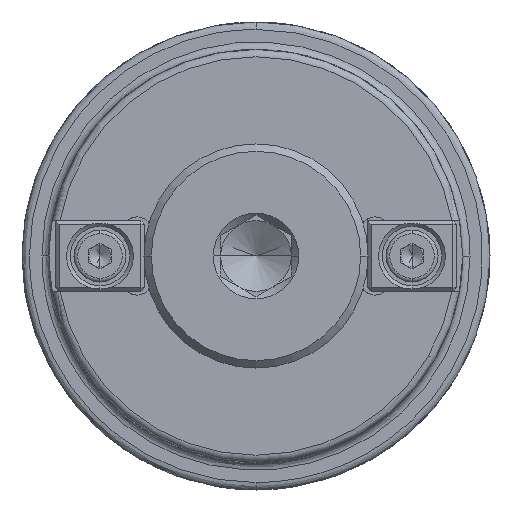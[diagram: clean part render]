
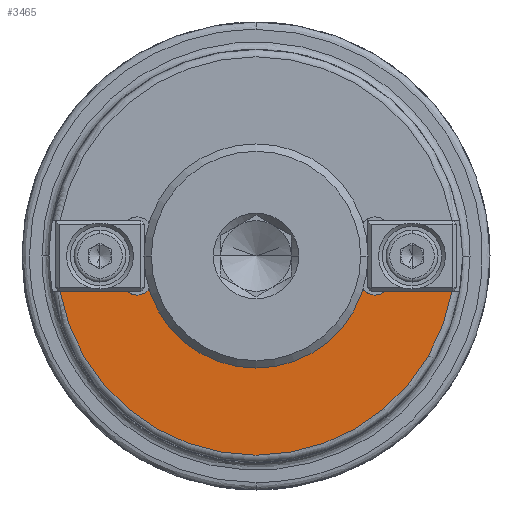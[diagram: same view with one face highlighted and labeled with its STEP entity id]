
A CAD part, front view. The second image highlights one B-rep face of the part: STEP entity #3465.
In plain terms, the highlighted planar face has unit normal (0, -1, 0).
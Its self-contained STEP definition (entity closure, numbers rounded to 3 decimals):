
#109 = CARTESIAN_POINT ( 'NONE',  ( -12.992, -40., -6.414 ) ) ;
#134 = CARTESIAN_POINT ( 'NONE',  ( 12.7, -40., -4.765 ) ) ;
#140 = CARTESIAN_POINT ( 'NONE',  ( 12.992, -40., -6.414 ) ) ;
#216 = CARTESIAN_POINT ( 'NONE',  ( -16., -40., -3.265 ) ) ;
#463 = VECTOR ( 'NONE', #4454, 1000. ) ;
#739 = VERTEX_POINT ( 'NONE', #6126 ) ;
#835 = CARTESIAN_POINT ( 'NONE',  ( -10.174, -40., -10.316 ) ) ;
#867 = CARTESIAN_POINT ( 'NONE',  ( 14.002, -40., -3.361 ) ) ;
#881 = CARTESIAN_POINT ( 'NONE',  ( 14.002, -40., -3.361 ) ) ;
#935 = DIRECTION ( 'NONE',  ( -1., 0., 0. ) ) ;
#939 = AXIS2_PLACEMENT_3D ( 'NONE', #4809, #7004, #2686 ) ;
#1085 = CARTESIAN_POINT ( 'NONE',  ( 0., -40., 0. ) ) ;
#1128 = ORIENTED_EDGE ( 'NONE', *, *, #1739, .T. ) ;
#1416 = B_SPLINE_CURVE_WITH_KNOTS ( 'NONE', 3,
 ( #7314, #2988, #109, #5155, #835, #5888, #1571, #6616, #2303, #7350, #3017, #8041, #3733, #8762, #4462, #140, #5187, #867 ),
 .UNSPECIFIED., .F., .F.,
 ( 4, 2, 2, 2, 2, 2, 2, 2, 4 ),
 ( 0.537, 0.591, 0.644, 0.697, 0.75, 0.803, 0.856, 0.909, 0.963 ),
 .UNSPECIFIED. ) ;
#1571 = CARTESIAN_POINT ( 'NONE',  ( -6.232, -40., -13.08 ) ) ;
#1739 = EDGE_CURVE ( 'NONE', #8417, #7360, #5994, .T. ) ;
#1814 = DIRECTION ( 'NONE',  ( -1., 0., 0. ) ) ;
#1829 = AXIS2_PLACEMENT_3D ( 'NONE', #1085, #6127, #1814 ) ;
#2105 = ORIENTED_EDGE ( 'NONE', *, *, #6004, .F. ) ;
#2239 = CARTESIAN_POINT ( 'NONE',  ( 16., -40., -3.265 ) ) ;
#2303 = CARTESIAN_POINT ( 'NONE',  ( -1.602, -40., -14.4 ) ) ;
#2418 = CARTESIAN_POINT ( 'NONE',  ( 12.7, -40., -4.765 ) ) ;
#2587 = AXIS2_PLACEMENT_3D ( 'NONE', #2239, #7283, #2959 ) ;
#2686 = DIRECTION ( 'NONE',  ( -1., 0., 0. ) ) ;
#2715 = LINE ( 'NONE', #2418, #8432 ) ;
#2832 = CIRCLE ( 'NONE', #2587, 2. ) ;
#2925 = FACE_OUTER_BOUND ( 'NONE', #3865, .T. ) ;
#2959 = DIRECTION ( 'NONE',  ( -1., 0., 0. ) ) ;
#2988 = CARTESIAN_POINT ( 'NONE',  ( -13.628, -40., -4.919 ) ) ;
#3017 = CARTESIAN_POINT ( 'NONE',  ( 3.204, -40., -14.13 ) ) ;
#3019 = ORIENTED_EDGE ( 'NONE', *, *, #7418, .T. ) ;
#3170 = CARTESIAN_POINT ( 'NONE',  ( -26.386, -40., -4.765 ) ) ;
#3186 = EDGE_CURVE ( 'NONE', #5575, #739, #2832, .T. ) ;
#3220 = ORIENTED_EDGE ( 'NONE', *, *, #6838, .F. ) ;
#3229 = ORIENTED_EDGE ( 'NONE', *, *, #6044, .T. ) ;
#3465 = ADVANCED_FACE ( 'NONE', ( #2925 ), #6973, .F. ) ;
#3513 = VERTEX_POINT ( 'NONE', #6301 ) ;
#3733 = CARTESIAN_POINT ( 'NONE',  ( 7.657, -40., -12.3 ) ) ;
#3865 = EDGE_LOOP ( 'NONE', ( #1128, #3019, #3220, #9175, #2105, #3229 ) ) ;
#4454 = DIRECTION ( 'NONE',  ( -1., 0., 0. ) ) ;
#4462 = CARTESIAN_POINT ( 'NONE',  ( 11.264, -40., -9.113 ) ) ;
#4809 = CARTESIAN_POINT ( 'NONE',  ( 12.7, -40., 0. ) ) ;
#5126 = AXIS2_PLACEMENT_3D ( 'NONE', #216, #5247, #935 ) ;
#5155 = CARTESIAN_POINT ( 'NONE',  ( -11.264, -40., -9.113 ) ) ;
#5187 = CARTESIAN_POINT ( 'NONE',  ( 13.628, -40., -4.919 ) ) ;
#5247 = DIRECTION ( 'NONE',  ( 0., 1., 0. ) ) ;
#5277 = CIRCLE ( 'NONE', #1829, 26.813 ) ;
#5301 = DIRECTION ( 'NONE',  ( 1., 0., 0. ) ) ;
#5575 = VERTEX_POINT ( 'NONE', #881 ) ;
#5888 = CARTESIAN_POINT ( 'NONE',  ( -7.657, -40., -12.3 ) ) ;
#5994 = LINE ( 'NONE', #134, #463 ) ;
#6004 = EDGE_CURVE ( 'NONE', #7213, #5575, #1416, .T. ) ;
#6044 = EDGE_CURVE ( 'NONE', #7213, #8417, #8435, .T. ) ;
#6126 = CARTESIAN_POINT ( 'NONE',  ( 17.323, -40., -4.765 ) ) ;
#6127 = DIRECTION ( 'NONE',  ( 0., -1., 0. ) ) ;
#6301 = CARTESIAN_POINT ( 'NONE',  ( 26.386, -40., -4.765 ) ) ;
#6512 = CARTESIAN_POINT ( 'NONE',  ( -14.002, -40., -3.361 ) ) ;
#6616 = CARTESIAN_POINT ( 'NONE',  ( -3.204, -40., -14.13 ) ) ;
#6838 = EDGE_CURVE ( 'NONE', #739, #3513, #2715, .T. ) ;
#6973 = PLANE ( 'NONE',  #939 ) ;
#7004 = DIRECTION ( 'NONE',  ( 0., 1., 0. ) ) ;
#7213 = VERTEX_POINT ( 'NONE', #6512 ) ;
#7283 = DIRECTION ( 'NONE',  ( 0., -1., 0. ) ) ;
#7314 = CARTESIAN_POINT ( 'NONE',  ( -14.002, -40., -3.361 ) ) ;
#7350 = CARTESIAN_POINT ( 'NONE',  ( 1.602, -40., -14.4 ) ) ;
#7360 = VERTEX_POINT ( 'NONE', #3170 ) ;
#7418 = EDGE_CURVE ( 'NONE', #7360, #3513, #5277, .T. ) ;
#7475 = CARTESIAN_POINT ( 'NONE',  ( -17.323, -40., -4.765 ) ) ;
#8041 = CARTESIAN_POINT ( 'NONE',  ( 6.232, -40., -13.08 ) ) ;
#8417 = VERTEX_POINT ( 'NONE', #7475 ) ;
#8432 = VECTOR ( 'NONE', #5301, 1000. ) ;
#8435 = CIRCLE ( 'NONE', #5126, 2. ) ;
#8762 = CARTESIAN_POINT ( 'NONE',  ( 10.174, -40., -10.316 ) ) ;
#9175 = ORIENTED_EDGE ( 'NONE', *, *, #3186, .F. ) ;
